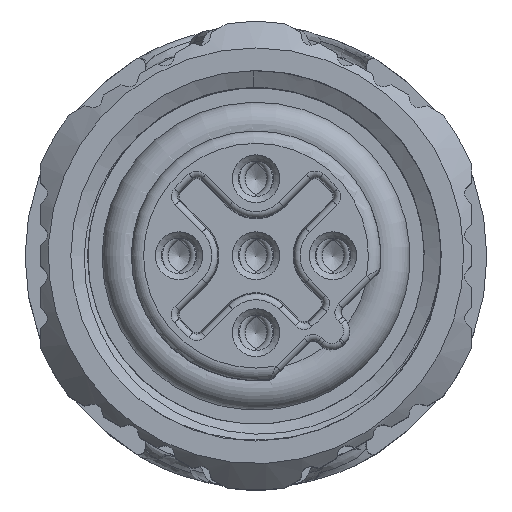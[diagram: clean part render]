
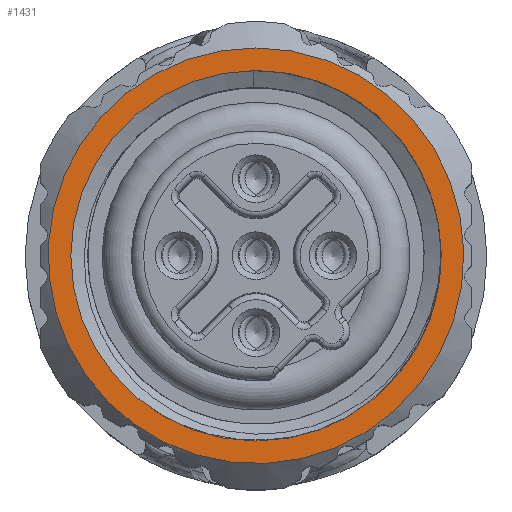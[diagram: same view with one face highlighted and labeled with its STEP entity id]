
A CAD part, top view. The second image highlights one B-rep face of the part: STEP entity #1431.
In plain terms, the highlighted planar face has unit normal (0, 0, 1).
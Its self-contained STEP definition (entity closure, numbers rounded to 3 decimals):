
#925=FACE_BOUND('',#2590,.T.);
#926=FACE_BOUND('',#2591,.T.);
#1431=ADVANCED_FACE('',(#925,#926),#1719,.F.);
#1719=PLANE('',#8705);
#2590=EDGE_LOOP('',(#5099));
#2591=EDGE_LOOP('',(#5100));
#5099=ORIENTED_EDGE('',*,*,#7548,.F.);
#5100=ORIENTED_EDGE('',*,*,#7547,.F.);
#6433=VERTEX_POINT('',#14066);
#6434=VERTEX_POINT('',#14069);
#7547=EDGE_CURVE('',#6433,#6433,#8135,.T.);
#7548=EDGE_CURVE('',#6434,#6434,#8136,.T.);
#8135=CIRCLE('',#8702,6.75);
#8136=CIRCLE('',#8704,6.015);
#8702=AXIS2_PLACEMENT_3D('',#14065,#10150,#10151);
#8704=AXIS2_PLACEMENT_3D('',#14068,#10154,#10155);
#8705=AXIS2_PLACEMENT_3D('',#14070,#10156,#10157);
#10150=DIRECTION('',(0.,0.,-1.));
#10151=DIRECTION('',(0.,1.,0.));
#10154=DIRECTION('',(0.,0.,1.));
#10155=DIRECTION('',(1.,0.,0.));
#10156=DIRECTION('',(0.,0.,-1.));
#10157=DIRECTION('',(1.,0.,0.));
#14065=CARTESIAN_POINT('',(0.,0.,0.));
#14066=CARTESIAN_POINT('',(0.,6.75,0.));
#14068=CARTESIAN_POINT('',(0.,0.,0.));
#14069=CARTESIAN_POINT('',(6.015,0.,0.));
#14070=CARTESIAN_POINT('',(0.,0.,0.));
